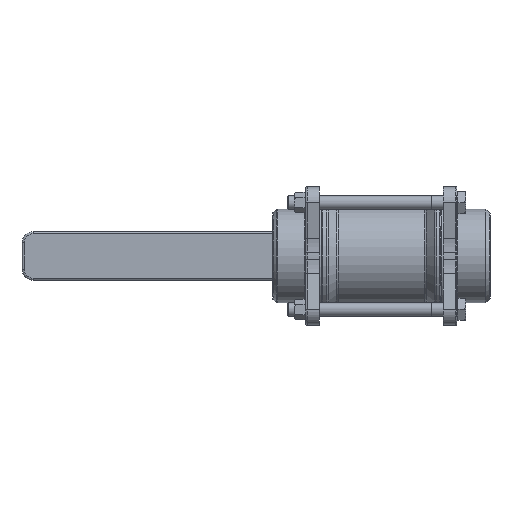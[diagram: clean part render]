
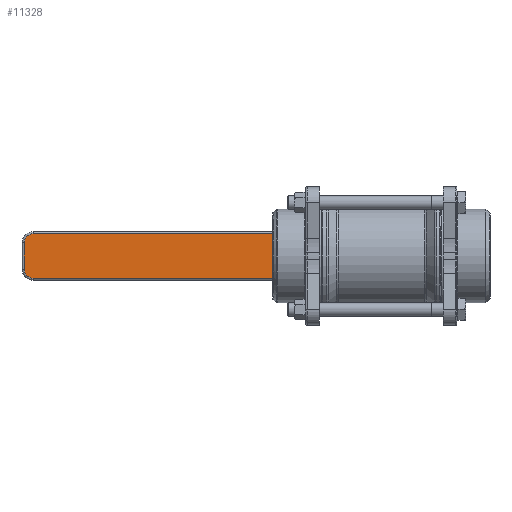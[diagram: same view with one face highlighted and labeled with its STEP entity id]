
A CAD part, front view. The second image highlights one B-rep face of the part: STEP entity #11328.
In plain terms, the highlighted planar face has unit normal (0, -1, 0).
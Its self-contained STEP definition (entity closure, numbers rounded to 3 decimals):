
#395=PLANE('',#12593);
#1249=FACE_OUTER_BOUND('',#1950,.T.);
#1950=EDGE_LOOP('',(#9388,#9389,#9390,#9391,#9392,#9393));
#2594=CIRCLE('',#12584,4.);
#2598=CIRCLE('',#12590,4.);
#3340=LINE('',#20182,#4158);
#3343=LINE('',#20197,#4161);
#3345=LINE('',#20210,#4163);
#3347=LINE('',#20213,#4165);
#4158=VECTOR('',#15327,10.);
#4161=VECTOR('',#15344,10.);
#4163=VECTOR('',#15358,10.);
#4165=VECTOR('',#15362,10.);
#5129=VERTEX_POINT('',#20179);
#5130=VERTEX_POINT('',#20181);
#5132=VERTEX_POINT('',#20187);
#5134=VERTEX_POINT('',#20193);
#5136=VERTEX_POINT('',#20199);
#5140=VERTEX_POINT('',#20209);
#6564=EDGE_CURVE('',#5129,#5130,#3340,.T.);
#6569=EDGE_CURVE('',#5130,#5132,#2594,.T.);
#6572=EDGE_CURVE('',#5132,#5134,#3343,.T.);
#6575=EDGE_CURVE('',#5134,#5136,#2598,.T.);
#6578=EDGE_CURVE('',#5136,#5140,#3345,.T.);
#6580=EDGE_CURVE('',#5140,#5129,#3347,.T.);
#9388=ORIENTED_EDGE('',*,*,#6578,.F.);
#9389=ORIENTED_EDGE('',*,*,#6575,.F.);
#9390=ORIENTED_EDGE('',*,*,#6572,.F.);
#9391=ORIENTED_EDGE('',*,*,#6569,.F.);
#9392=ORIENTED_EDGE('',*,*,#6564,.F.);
#9393=ORIENTED_EDGE('',*,*,#6580,.F.);
#11328=ADVANCED_FACE('',(#1249),#395,.T.);
#12584=AXIS2_PLACEMENT_3D('',#20191,#15337,#15338);
#12590=AXIS2_PLACEMENT_3D('',#20203,#15351,#15352);
#12593=AXIS2_PLACEMENT_3D('',#20212,#15360,#15361);
#15327=DIRECTION('',(0.,0.,-1.));
#15337=DIRECTION('center_axis',(0.,1.,0.));
#15338=DIRECTION('ref_axis',(0.707,0.,-0.707));
#15344=DIRECTION('',(-1.,0.,0.));
#15351=DIRECTION('center_axis',(0.,1.,0.));
#15352=DIRECTION('ref_axis',(-0.707,0.,-0.707));
#15358=DIRECTION('',(0.,0.,1.));
#15360=DIRECTION('center_axis',(0.,-1.,0.));
#15361=DIRECTION('ref_axis',(-1.,0.,0.));
#15362=DIRECTION('',(1.,0.,0.));
#20179=CARTESIAN_POINT('',(10.,28.696,-40.135));
#20181=CARTESIAN_POINT('',(10.,28.696,-157.));
#20182=CARTESIAN_POINT('',(10.,28.696,-39.75));
#20187=CARTESIAN_POINT('',(6.,28.696,-161.));
#20191=CARTESIAN_POINT('Origin',(6.,28.696,-157.));
#20193=CARTESIAN_POINT('',(-6.,28.696,-161.));
#20197=CARTESIAN_POINT('',(5.5,28.696,-161.));
#20199=CARTESIAN_POINT('',(-10.,28.696,-157.));
#20203=CARTESIAN_POINT('Origin',(-6.,28.696,-157.));
#20209=CARTESIAN_POINT('',(-10.,28.696,-40.135));
#20210=CARTESIAN_POINT('',(-10.,28.696,-39.75));
#20212=CARTESIAN_POINT('Origin',(11.,28.696,-39.75));
#20213=CARTESIAN_POINT('',(0.,28.696,-40.135));
